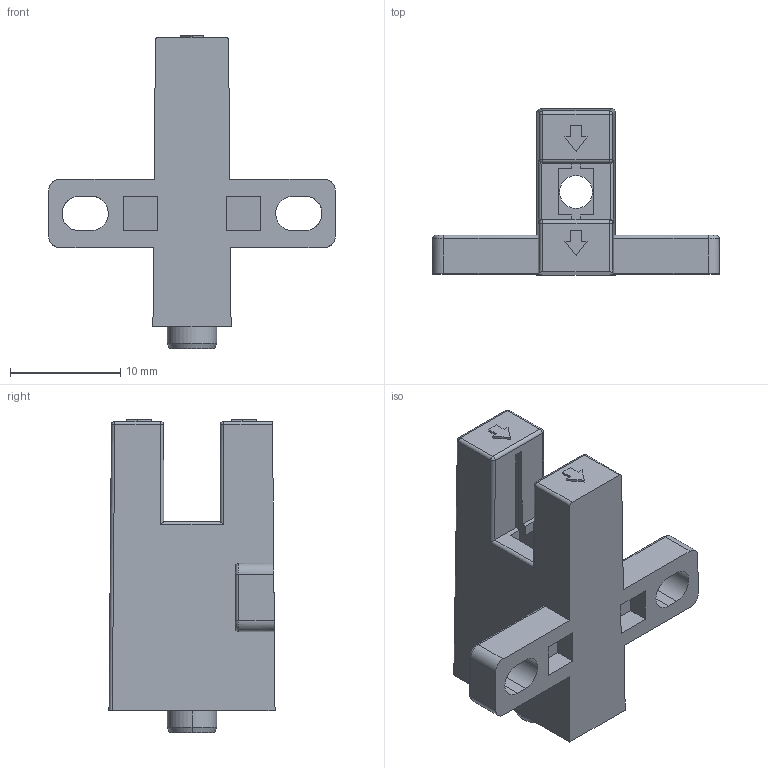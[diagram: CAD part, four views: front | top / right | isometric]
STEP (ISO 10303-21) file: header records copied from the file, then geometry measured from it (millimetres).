
FILE_DESCRIPTION((''),'2;1');
FILE_NAME('672WR-0308__43','2020-07-17T',('admin'),(''),'PRO/ENGINEER BY PARAMETRIC TECHNOLOGY CORPORATION, 2008380','PRO/ENGINEER BY PARAMETRIC TECHNOLOGY CORPORATION, 2008380','');
FILE_SCHEMA(('CONFIG_CONTROL_DESIGN'));
Length unit declared in the file: millimetre
Products named in the file (1): 672WR-0308__43
Bounding box: 26 x 15.08 x 28.5 mm (x, y, z)
Volume: 1574.2 mm3; surface area: 2785.9 mm2
Topology: 1 solids, 1 shells, 135 faces, 350 edges, 218 vertices
Faces by surface type: plane 88, cylinder 33, sphere 6, cone 4, torus 4
Entity records: 4126 total; most frequent: CARTESIAN_POINT 817, ORIENTED_EDGE 688, DIRECTION 644, EDGE_CURVE 344, VECTOR 274, LINE 274, VERTEX_POINT 218, AXIS2_PLACEMENT_3D 185
